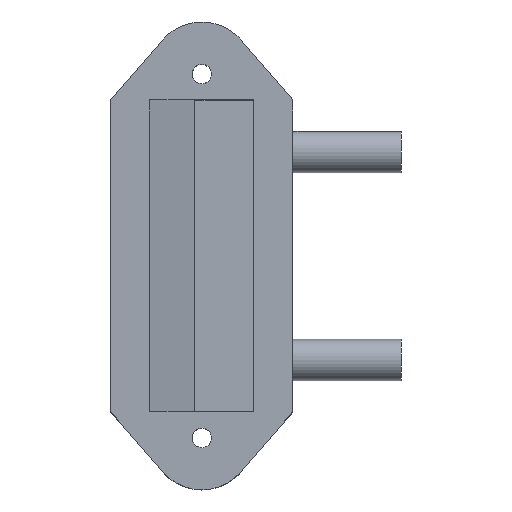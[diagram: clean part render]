
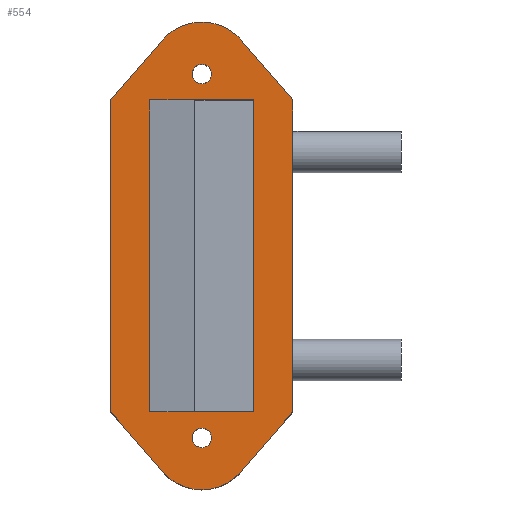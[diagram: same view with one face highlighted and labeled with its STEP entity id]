
A CAD part, top view. The second image highlights one B-rep face of the part: STEP entity #554.
In plain terms, the highlighted face is planar.
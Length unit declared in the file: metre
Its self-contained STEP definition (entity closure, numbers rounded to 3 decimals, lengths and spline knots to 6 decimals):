
#50=CIRCLE('',#615,0.002);
#51=CIRCLE('',#616,0.002);
#52=CIRCLE('',#617,0.000375);
#53=CIRCLE('',#618,0.000375);
#74=ORIENTED_EDGE('',*,*,#226,.F.);
#75=ORIENTED_EDGE('',*,*,#227,.T.);
#76=ORIENTED_EDGE('',*,*,#228,.T.);
#77=ORIENTED_EDGE('',*,*,#229,.F.);
#78=ORIENTED_EDGE('',*,*,#230,.F.);
#79=ORIENTED_EDGE('',*,*,#231,.F.);
#80=ORIENTED_EDGE('',*,*,#232,.T.);
#81=ORIENTED_EDGE('',*,*,#233,.T.);
#82=ORIENTED_EDGE('',*,*,#234,.T.);
#83=ORIENTED_EDGE('',*,*,#224,.F.);
#84=ORIENTED_EDGE('',*,*,#235,.F.);
#85=ORIENTED_EDGE('',*,*,#236,.T.);
#86=ORIENTED_EDGE('',*,*,#237,.T.);
#87=ORIENTED_EDGE('',*,*,#238,.F.);
#224=EDGE_CURVE('',#300,#301,#350,.T.);
#226=EDGE_CURVE('',#302,#303,#352,.T.);
#227=EDGE_CURVE('',#302,#304,#353,.T.);
#228=EDGE_CURVE('',#304,#305,#354,.T.);
#229=EDGE_CURVE('',#306,#305,#50,.T.);
#230=EDGE_CURVE('',#307,#306,#355,.T.);
#231=EDGE_CURVE('',#308,#307,#356,.T.);
#232=EDGE_CURVE('',#308,#309,#357,.T.);
#233=EDGE_CURVE('',#309,#303,#51,.T.);
#234=EDGE_CURVE('',#310,#310,#52,.T.);
#235=EDGE_CURVE('',#311,#300,#358,.T.);
#236=EDGE_CURVE('',#311,#312,#359,.T.);
#237=EDGE_CURVE('',#312,#301,#360,.T.);
#238=EDGE_CURVE('',#313,#313,#53,.T.);
#300=VERTEX_POINT('',#849);
#301=VERTEX_POINT('',#851);
#302=VERTEX_POINT('',#855);
#303=VERTEX_POINT('',#856);
#304=VERTEX_POINT('',#858);
#305=VERTEX_POINT('',#860);
#306=VERTEX_POINT('',#862);
#307=VERTEX_POINT('',#864);
#308=VERTEX_POINT('',#866);
#309=VERTEX_POINT('',#868);
#310=VERTEX_POINT('',#871);
#311=VERTEX_POINT('',#873);
#312=VERTEX_POINT('',#875);
#313=VERTEX_POINT('',#878);
#350=LINE('',#850,#398);
#352=LINE('',#854,#400);
#353=LINE('',#857,#401);
#354=LINE('',#859,#402);
#355=LINE('',#863,#403);
#356=LINE('',#865,#404);
#357=LINE('',#867,#405);
#358=LINE('',#872,#406);
#359=LINE('',#874,#407);
#360=LINE('',#876,#408);
#398=VECTOR('',#679,1.);
#400=VECTOR('',#683,1.);
#401=VECTOR('',#684,1.);
#402=VECTOR('',#685,1.);
#403=VECTOR('',#688,1.);
#404=VECTOR('',#689,1.);
#405=VECTOR('',#690,1.);
#406=VECTOR('',#695,1.);
#407=VECTOR('',#696,1.);
#408=VECTOR('',#697,1.);
#445=EDGE_LOOP('',(#74,#75,#76,#77,#78,#79,#80,#81));
#446=EDGE_LOOP('',(#82));
#447=EDGE_LOOP('',(#83,#84,#85,#86));
#448=EDGE_LOOP('',(#87));
#491=FACE_BOUND('',#445,.T.);
#492=FACE_BOUND('',#446,.T.);
#493=FACE_BOUND('',#447,.T.);
#494=FACE_BOUND('',#448,.T.);
#537=PLANE('',#614);
#554=ADVANCED_FACE('',(#491,#492,#493,#494),#537,.F.);
#614=AXIS2_PLACEMENT_3D('',#853,#681,#682);
#615=AXIS2_PLACEMENT_3D('',#861,#686,#687);
#616=AXIS2_PLACEMENT_3D('',#869,#691,#692);
#617=AXIS2_PLACEMENT_3D('',#870,#693,#694);
#618=AXIS2_PLACEMENT_3D('',#877,#698,#699);
#679=DIRECTION('',(1.,0.,0.));
#681=DIRECTION('',(0.,0.,1.));
#682=DIRECTION('',(1.,0.,0.));
#683=DIRECTION('',(-0.758,-0.652,0.));
#684=DIRECTION('',(1.,0.,0.));
#685=DIRECTION('',(0.758,-0.652,0.));
#686=DIRECTION('',(0.,0.,1.));
#687=DIRECTION('',(1.,0.,0.));
#688=DIRECTION('',(0.758,0.652,0.));
#689=DIRECTION('',(1.,0.,0.));
#690=DIRECTION('',(-0.758,0.652,0.));
#691=DIRECTION('',(0.,0.,-1.));
#692=DIRECTION('',(-1.,0.,0.));
#693=DIRECTION('',(0.,0.,1.));
#694=DIRECTION('',(1.,0.,0.));
#695=DIRECTION('',(0.,1.,0.));
#696=DIRECTION('',(1.,0.,0.));
#697=DIRECTION('',(0.,1.,0.));
#698=DIRECTION('',(0.,0.,-1.));
#699=DIRECTION('',(-1.,0.,0.));
#849=CARTESIAN_POINT('',(-0.006,0.002,0.));
#850=CARTESIAN_POINT('',(0.003,0.002,0.));
#851=CARTESIAN_POINT('',(0.006,0.002,0.));
#853=CARTESIAN_POINT('',(0.0045,0.00175,0.));
#854=CARTESIAN_POINT('',(-0.007152,0.002508,0.));
#855=CARTESIAN_POINT('',(-0.006,0.0035,0.));
#856=CARTESIAN_POINT('',(-0.008305,0.001516,0.));
#857=CARTESIAN_POINT('',(0.003,0.0035,0.));
#858=CARTESIAN_POINT('',(0.006,0.0035,0.));
#859=CARTESIAN_POINT('',(0.007152,0.002508,0.));
#860=CARTESIAN_POINT('',(0.008305,0.001516,0.));
#861=CARTESIAN_POINT('',(0.007,0.,0.));
#862=CARTESIAN_POINT('',(0.008305,-0.001516,0.));
#863=CARTESIAN_POINT('',(0.007152,-0.002508,0.));
#864=CARTESIAN_POINT('',(0.006,-0.0035,0.));
#865=CARTESIAN_POINT('',(0.003,-0.0035,0.));
#866=CARTESIAN_POINT('',(-0.006,-0.0035,0.));
#867=CARTESIAN_POINT('',(-0.007152,-0.002508,0.));
#868=CARTESIAN_POINT('',(-0.008305,-0.001516,0.));
#869=CARTESIAN_POINT('',(-0.007,0.,0.));
#870=CARTESIAN_POINT('',(0.007,0.,0.));
#871=CARTESIAN_POINT('',(0.007375,0.,0.));
#872=CARTESIAN_POINT('',(-0.006,0.001,0.));
#873=CARTESIAN_POINT('',(-0.006,-0.002,0.));
#874=CARTESIAN_POINT('',(0.003,-0.002,0.));
#875=CARTESIAN_POINT('',(0.006,-0.002,0.));
#876=CARTESIAN_POINT('',(0.006,0.001,0.));
#877=CARTESIAN_POINT('',(-0.007,0.,0.));
#878=CARTESIAN_POINT('',(-0.007375,0.,0.));
